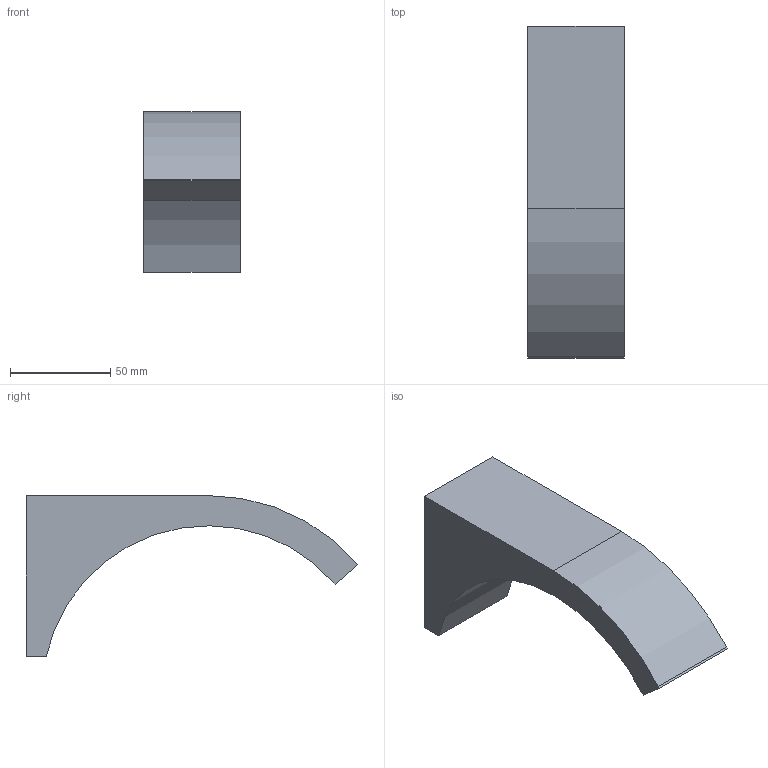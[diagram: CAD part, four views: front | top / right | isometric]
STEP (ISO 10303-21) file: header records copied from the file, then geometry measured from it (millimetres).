
FILE_DESCRIPTION (( 'STEP AP214' ), '1' );
FILE_NAME ('13800811.STEP', '2020-06-29T07:21:15', ( '' ), ( '' ), 'SwSTEP 2.0', 'SolidWorks 2017', '' );
FILE_SCHEMA (( 'AUTOMOTIVE_DESIGN' ));
Length unit declared in the file: millimetre
Products named in the file (2): Planungsmodell_Auslauf-+-09.11.81.102.90-1_K2_80x48; 13800811
Assembly tree (1 placements, depth 2):
  13800811
    Planungsmodell_Auslauf-+-09.11.81.102.90-1_K2_80x48
Bounding box: 48 x 165.14 x 80 mm (x, y, z)
Volume: 216690.7 mm3; surface area: 31305.5 mm2
Topology: 1 solids, 1 shells, 10 faces, 24 edges, 16 vertices
Faces by surface type: plane 8, cylinder 2
Entity records: 358 total; most frequent: DIRECTION 56, CARTESIAN_POINT 54, ORIENTED_EDGE 48, EDGE_CURVE 24, VECTOR 20, LINE 20, AXIS2_PLACEMENT_3D 18, VERTEX_POINT 16
